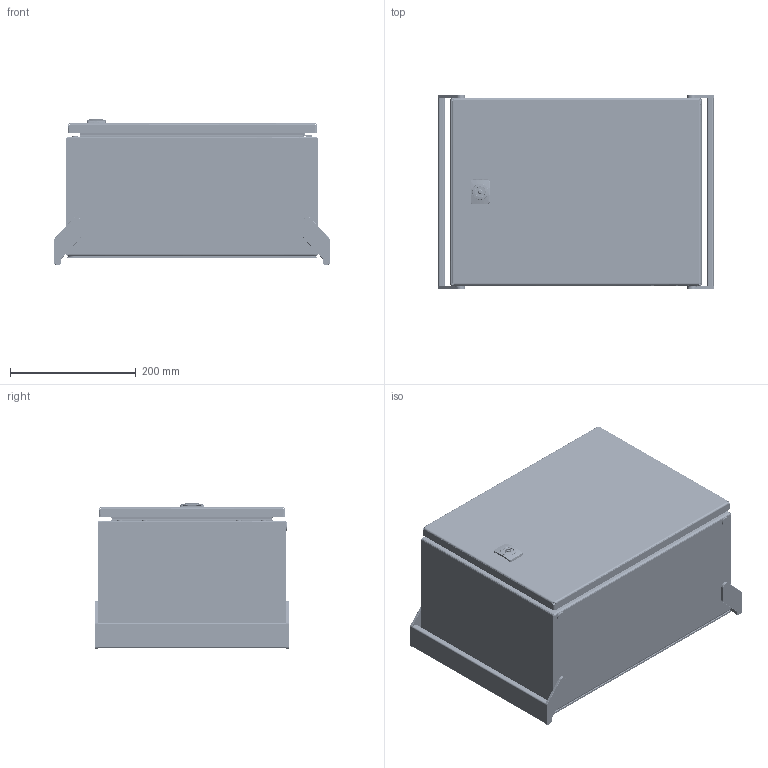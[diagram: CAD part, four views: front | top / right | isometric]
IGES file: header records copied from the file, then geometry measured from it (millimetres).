
Start section: SolidWorks IGES file using analytic representation for surfaces
Global section: file name: BAE-2143.IGS,; native system: SolidWorks 2010; preprocessor: SolidWorks 2010; author: knote; date: 111123.132302; units: millimetre
Bounding box: 440 x 308 x 231.49 mm (x, y, z)
Surface area: 1558939.4 mm2 (no closed solid volume)
Topology: 0 solids, 0 shells, 2224 faces, 34014 edges, 33997 vertices
Faces by surface type: bspline 1240, revolution 984
